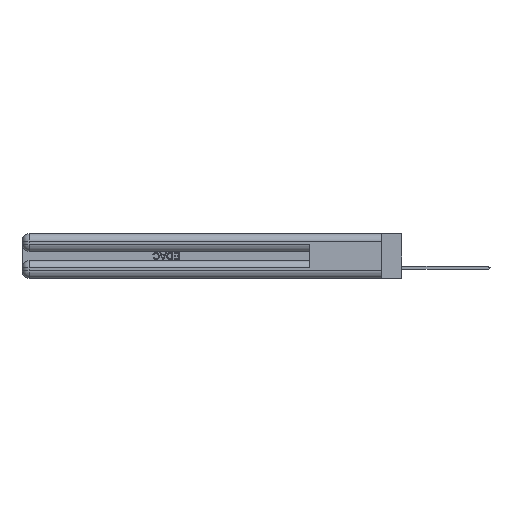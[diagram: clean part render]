
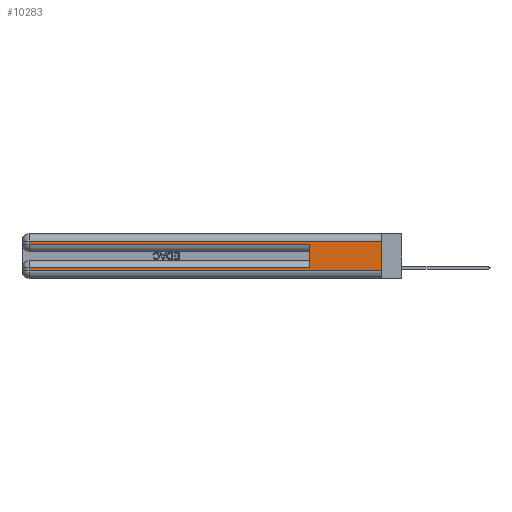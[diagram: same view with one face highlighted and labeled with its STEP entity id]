
A CAD part, left-side view. The second image highlights one B-rep face of the part: STEP entity #10283.
In plain terms, the highlighted planar face has unit normal (-1, 0, 0).
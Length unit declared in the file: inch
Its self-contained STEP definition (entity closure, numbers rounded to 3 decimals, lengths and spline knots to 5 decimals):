
#227 = CARTESIAN_POINT ( 'NONE',  ( 0., 2.94, 0.06 ) ) ;
#408 = ORIENTED_EDGE ( 'NONE', *, *, #19271, .T. ) ;
#543 = VECTOR ( 'NONE', #40134, 39.37008 ) ;
#2884 = CARTESIAN_POINT ( 'NONE',  ( 0., 0., 0.31 ) ) ;
#3124 = VERTEX_POINT ( 'NONE', #227 ) ;
#3478 = EDGE_LOOP ( 'NONE', ( #12242, #29859, #25177, #5264, #6897, #26030, #408, #14493 ) ) ;
#4010 = CARTESIAN_POINT ( 'NONE',  ( 0., 0., 0.06 ) ) ;
#4030 = LINE ( 'NONE', #7674, #10373 ) ;
#5264 = ORIENTED_EDGE ( 'NONE', *, *, #19068, .T. ) ;
#5982 = VERTEX_POINT ( 'NONE', #20115 ) ;
#6211 = VERTEX_POINT ( 'NONE', #34676 ) ;
#6230 = VERTEX_POINT ( 'NONE', #41811 ) ;
#6725 = LINE ( 'NONE', #21978, #41608 ) ;
#6897 = ORIENTED_EDGE ( 'NONE', *, *, #10720, .F. ) ;
#7538 = DIRECTION ( 'NONE',  ( 0., 0., -1. ) ) ;
#7674 = CARTESIAN_POINT ( 'NONE',  ( 0., 0.6, 0.145 ) ) ;
#8635 = DIRECTION ( 'NONE',  ( 0., -1., 0. ) ) ;
#9879 = VERTEX_POINT ( 'NONE', #37867 ) ;
#10283 = ADVANCED_FACE ( 'NONE', ( #14687 ), #25958, .F. ) ;
#10373 = VECTOR ( 'NONE', #14665, 39.37008 ) ;
#10720 = EDGE_CURVE ( 'NONE', #39964, #9879, #4030, .T. ) ;
#10726 = EDGE_CURVE ( 'NONE', #5982, #6211, #10871, .T. ) ;
#10829 = EDGE_CURVE ( 'NONE', #6230, #13831, #34146, .T. ) ;
#10871 = LINE ( 'NONE', #31358, #20949 ) ;
#10906 = CARTESIAN_POINT ( 'NONE',  ( 0., 0., 0.085 ) ) ;
#11443 = VECTOR ( 'NONE', #20163, 39.37008 ) ;
#12242 = ORIENTED_EDGE ( 'NONE', *, *, #10726, .F. ) ;
#13263 = CARTESIAN_POINT ( 'NONE',  ( 0., 2.94, 0.37 ) ) ;
#13831 = VERTEX_POINT ( 'NONE', #23823 ) ;
#13937 = DIRECTION ( 'NONE',  ( 0., 0., -1. ) ) ;
#14493 = ORIENTED_EDGE ( 'NONE', *, *, #19341, .T. ) ;
#14665 = DIRECTION ( 'NONE',  ( 0., 0., 1. ) ) ;
#14687 = FACE_OUTER_BOUND ( 'NONE', #3478, .T. ) ;
#15697 = VECTOR ( 'NONE', #13937, 39.37008 ) ;
#16556 = DIRECTION ( 'NONE',  ( 0., 0., -1. ) ) ;
#16955 = LINE ( 'NONE', #2884, #543 ) ;
#17573 = DIRECTION ( 'NONE',  ( 0., -1., 0. ) ) ;
#19068 = EDGE_CURVE ( 'NONE', #13831, #9879, #6725, .T. ) ;
#19271 = EDGE_CURVE ( 'NONE', #20312, #3124, #38957, .T. ) ;
#19341 = EDGE_CURVE ( 'NONE', #3124, #6211, #36853, .T. ) ;
#19911 = EDGE_CURVE ( 'NONE', #39964, #20312, #28256, .T. ) ;
#20115 = CARTESIAN_POINT ( 'NONE',  ( 0., 0., 0.31 ) ) ;
#20163 = DIRECTION ( 'NONE',  ( 0., 0., -1. ) ) ;
#20312 = VERTEX_POINT ( 'NONE', #25241 ) ;
#20949 = VECTOR ( 'NONE', #7538, 39.37008 ) ;
#21281 = EDGE_CURVE ( 'NONE', #5982, #6230, #16955, .T. ) ;
#21978 = CARTESIAN_POINT ( 'NONE',  ( 0., 0., 0.285 ) ) ;
#23823 = CARTESIAN_POINT ( 'NONE',  ( 0., 2.94, 0.285 ) ) ;
#24592 = CARTESIAN_POINT ( 'NONE',  ( 0., 2.94, 0.37 ) ) ;
#25177 = ORIENTED_EDGE ( 'NONE', *, *, #10829, .T. ) ;
#25241 = CARTESIAN_POINT ( 'NONE',  ( 0., 2.94, 0.085 ) ) ;
#25958 = PLANE ( 'NONE',  #28539 ) ;
#26030 = ORIENTED_EDGE ( 'NONE', *, *, #19911, .T. ) ;
#27820 = DIRECTION ( 'NONE',  ( 0., 1., 0. ) ) ;
#28256 = LINE ( 'NONE', #10906, #42993 ) ;
#28389 = VECTOR ( 'NONE', #17573, 39.37008 ) ;
#28539 = AXIS2_PLACEMENT_3D ( 'NONE', #29340, #39509, #16556 ) ;
#29340 = CARTESIAN_POINT ( 'NONE',  ( 0., 0., 0.37 ) ) ;
#29859 = ORIENTED_EDGE ( 'NONE', *, *, #21281, .T. ) ;
#31358 = CARTESIAN_POINT ( 'NONE',  ( 0., 0., 0.37 ) ) ;
#34146 = LINE ( 'NONE', #13263, #11443 ) ;
#34676 = CARTESIAN_POINT ( 'NONE',  ( 0., 0., 0.06 ) ) ;
#36853 = LINE ( 'NONE', #4010, #28389 ) ;
#37867 = CARTESIAN_POINT ( 'NONE',  ( 0., 0.6, 0.285 ) ) ;
#38067 = CARTESIAN_POINT ( 'NONE',  ( 0., 0.6, 0.085 ) ) ;
#38957 = LINE ( 'NONE', #24592, #15697 ) ;
#39509 = DIRECTION ( 'NONE',  ( 1., 0., 0. ) ) ;
#39964 = VERTEX_POINT ( 'NONE', #38067 ) ;
#40134 = DIRECTION ( 'NONE',  ( 0., 1., 0. ) ) ;
#41608 = VECTOR ( 'NONE', #8635, 39.37008 ) ;
#41811 = CARTESIAN_POINT ( 'NONE',  ( 0., 2.94, 0.31 ) ) ;
#42993 = VECTOR ( 'NONE', #27820, 39.37008 ) ;
